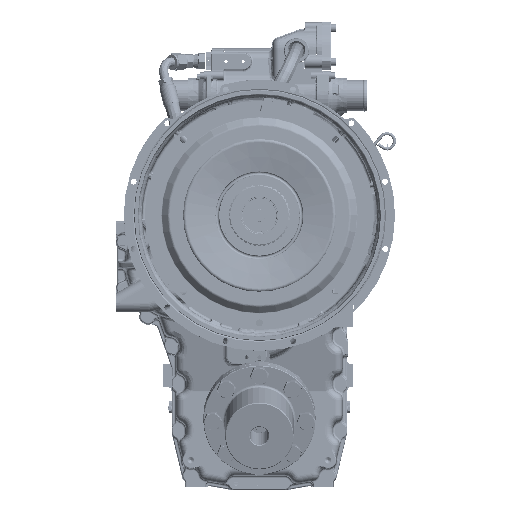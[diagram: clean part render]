
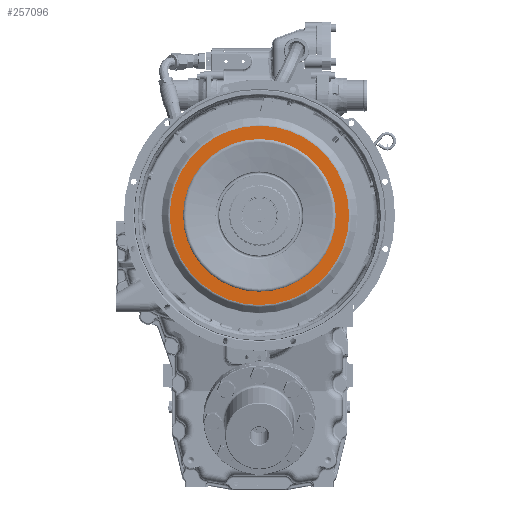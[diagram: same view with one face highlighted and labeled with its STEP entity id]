
A CAD part, top view. The second image highlights one B-rep face of the part: STEP entity #257096.
In plain terms, the highlighted planar face has unit normal (0, 0, 1).
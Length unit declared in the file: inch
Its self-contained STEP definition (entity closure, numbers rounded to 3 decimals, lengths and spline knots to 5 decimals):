
#33230 = EDGE_CURVE ( 'NONE', #413340, #413335, #137519, .T. ) ;
#33236 = EDGE_CURVE ( 'NONE', #413317, #413322, #137535, .T. ) ;
#44626 = EDGE_CURVE ( 'NONE', #413322, #413317, #137817, .T. ) ;
#44638 = EDGE_CURVE ( 'NONE', #413335, #413340, #137830, .T. ) ;
#137519 = CIRCLE ( 'NONE', #146527, 6.12205 ) ;
#137535 = CIRCLE ( 'NONE', #146519, 7.19237 ) ;
#137817 = CIRCLE ( 'NONE', #146553, 7.19237 ) ;
#137830 = CIRCLE ( 'NONE', #146556, 6.12205 ) ;
#146519 = AXIS2_PLACEMENT_3D ( 'NONE', #152055, #152062, #152065 ) ;
#146527 = AXIS2_PLACEMENT_3D ( 'NONE', #152033, #152040, #152044 ) ;
#146553 = AXIS2_PLACEMENT_3D ( 'NONE', #153041, #153092, #153098 ) ;
#146556 = AXIS2_PLACEMENT_3D ( 'NONE', #153082, #153132, #153138 ) ;
#152033 = CARTESIAN_POINT ( 'NONE',  ( 0., 0., 10.28868 ) ) ;
#152040 = DIRECTION ( 'NONE',  ( 0., 0., -1. ) ) ;
#152044 = DIRECTION ( 'NONE',  ( 1., 0., 0. ) ) ;
#152055 = CARTESIAN_POINT ( 'NONE',  ( 0., 0., 10.28868 ) ) ;
#152062 = DIRECTION ( 'NONE',  ( 0., 0., -1. ) ) ;
#152065 = DIRECTION ( 'NONE',  ( 1., 0., 0. ) ) ;
#153041 = CARTESIAN_POINT ( 'NONE',  ( 0., 0., 10.28868 ) ) ;
#153082 = CARTESIAN_POINT ( 'NONE',  ( 0., 0., 10.28868 ) ) ;
#153092 = DIRECTION ( 'NONE',  ( 0., 0., -1. ) ) ;
#153098 = DIRECTION ( 'NONE',  ( 1., 0., 0. ) ) ;
#153132 = DIRECTION ( 'NONE',  ( 0., 0., -1. ) ) ;
#153138 = DIRECTION ( 'NONE',  ( 1., 0., 0. ) ) ;
#257096 = ADVANCED_FACE ( 'NONE', ( #473875, #473979 ), #464520, .T. ) ;
#304253 = EDGE_LOOP ( 'NONE', ( #524376, #524394 ) ) ;
#304265 = EDGE_LOOP ( 'NONE', ( #524411, #524427 ) ) ;
#363565 = AXIS2_PLACEMENT_3D ( 'NONE', #464518, #464557, #464563 ) ;
#413317 = VERTEX_POINT ( 'NONE', #471204 ) ;
#413322 = VERTEX_POINT ( 'NONE', #471192 ) ;
#413335 = VERTEX_POINT ( 'NONE', #471270 ) ;
#413340 = VERTEX_POINT ( 'NONE', #471226 ) ;
#464518 = CARTESIAN_POINT ( 'NONE',  ( 0., -6.12205, 10.28868 ) ) ;
#464520 = PLANE ( 'NONE',  #363565 ) ;
#464557 = DIRECTION ( 'NONE',  ( 0., 0., 1. ) ) ;
#464563 = DIRECTION ( 'NONE',  ( -1., 0., 0. ) ) ;
#471192 = CARTESIAN_POINT ( 'NONE',  ( -7.19237, 0., 10.28868 ) ) ;
#471204 = CARTESIAN_POINT ( 'NONE',  ( 7.19237, 0., 10.28868 ) ) ;
#471226 = CARTESIAN_POINT ( 'NONE',  ( 6.12205, 0., 10.28868 ) ) ;
#471270 = CARTESIAN_POINT ( 'NONE',  ( -6.12205, 0., 10.28868 ) ) ;
#473875 = FACE_BOUND ( 'NONE', #304253, .T. ) ;
#473979 = FACE_OUTER_BOUND ( 'NONE', #304265, .T. ) ;
#524376 = ORIENTED_EDGE ( 'NONE', *, *, #33230, .T. ) ;
#524394 = ORIENTED_EDGE ( 'NONE', *, *, #44638, .T. ) ;
#524411 = ORIENTED_EDGE ( 'NONE', *, *, #33236, .F. ) ;
#524427 = ORIENTED_EDGE ( 'NONE', *, *, #44626, .F. ) ;
